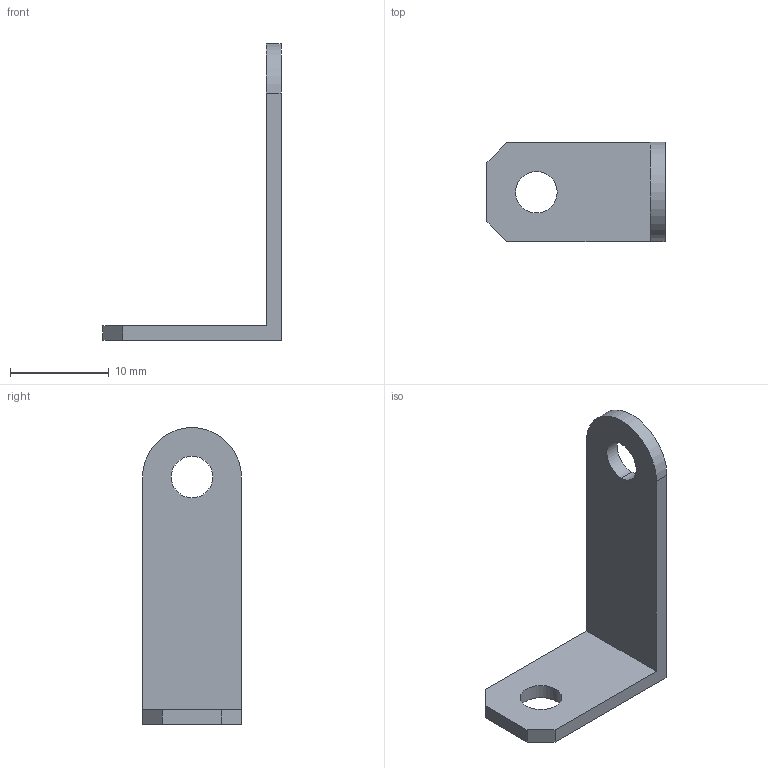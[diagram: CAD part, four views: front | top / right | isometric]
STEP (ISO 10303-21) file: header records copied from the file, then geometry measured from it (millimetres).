
FILE_DESCRIPTION((''),'2;1');
FILE_NAME('EDA-03460-V1-0_misc1.stp','2016-08-05T19:29:01',(''),(''),'Mechanical Desktop 2011','Mechanical Desktop 2011',', , ');
FILE_SCHEMA(('AUTOMOTIVE_DESIGN { 1 2 10303 214 1 1 1 1 }'));
Length unit declared in the file: millimetre
Products named in the file (1): Product
Bounding box: 18 x 10 x 30 mm (x, y, z)
Volume: 633.8 mm3; surface area: 1044.3 mm2
Topology: 1 solids, 1 shells, 14 faces, 36 edges, 24 vertices
Faces by surface type: plane 9, cylinder 5
Entity records: 483 total; most frequent: DIRECTION 76, CARTESIAN_POINT 75, ORIENTED_EDGE 72, EDGE_CURVE 36, VECTOR 26, LINE 26, AXIS2_PLACEMENT_3D 25, VERTEX_POINT 24
